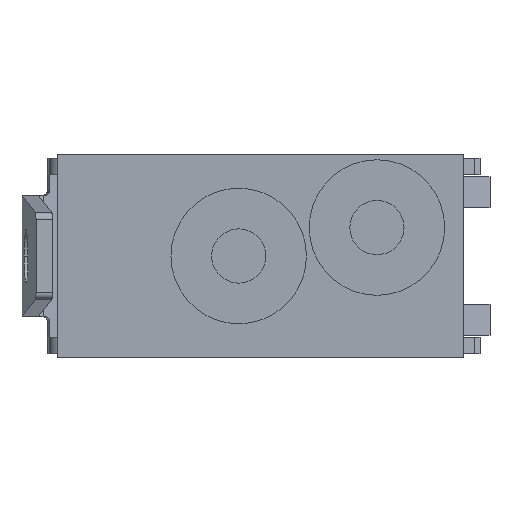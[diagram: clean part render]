
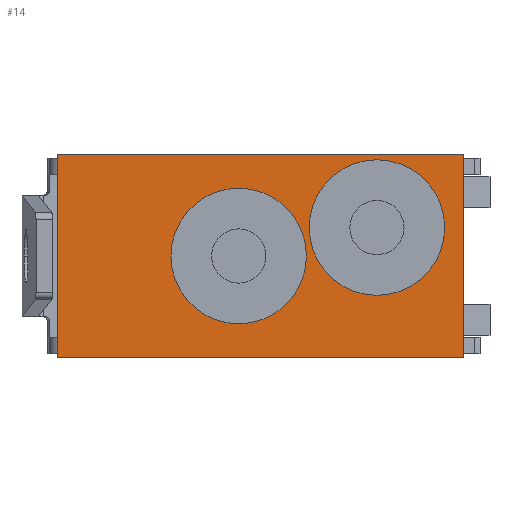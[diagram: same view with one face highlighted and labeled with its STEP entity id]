
A CAD part, front view. The second image highlights one B-rep face of the part: STEP entity #14.
In plain terms, the highlighted planar face has unit normal (0, -1, 0).
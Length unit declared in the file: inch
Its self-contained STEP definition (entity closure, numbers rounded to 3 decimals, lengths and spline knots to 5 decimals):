
#14 = ADVANCED_FACE ( 'NONE', ( #6334, #6821, #6636 ), #3870, .F. ) ;
#192 = EDGE_CURVE ( 'NONE', #6235, #484, #4204, .T. ) ;
#196 = DIRECTION ( 'NONE',  ( 0., -1., 0. ) ) ;
#323 = VECTOR ( 'NONE', #7395, 39.37008 ) ;
#394 = ORIENTED_EDGE ( 'NONE', *, *, #7562, .F. ) ;
#484 = VERTEX_POINT ( 'NONE', #5200 ) ;
#677 = EDGE_LOOP ( 'NONE', ( #4284, #7298, #3457, #7183 ) ) ;
#819 = VERTEX_POINT ( 'NONE', #3016 ) ;
#884 = CARTESIAN_POINT ( 'NONE',  ( 0.37795, -1.1811, 0.20079 ) ) ;
#931 = LINE ( 'NONE', #5277, #1041 ) ;
#1041 = VECTOR ( 'NONE', #2797, 39.37008 ) ;
#1149 = AXIS2_PLACEMENT_3D ( 'NONE', #6454, #2239, #1662 ) ;
#1334 = DIRECTION ( 'NONE',  ( -1., 0., 0. ) ) ;
#1662 = DIRECTION ( 'NONE',  ( 0., 0., -1. ) ) ;
#1679 = AXIS2_PLACEMENT_3D ( 'NONE', #3210, #5044, #3857 ) ;
#1892 = CIRCLE ( 'NONE', #1149, 0.11811 ) ;
#1992 = VERTEX_POINT ( 'NONE', #3307 ) ;
#2239 = DIRECTION ( 'NONE',  ( 0., -1., 0. ) ) ;
#2349 = EDGE_CURVE ( 'NONE', #4017, #5673, #1892, .T. ) ;
#2348 = EDGE_CURVE ( 'NONE', #4703, #1992, #931, .T. ) ;
#2368 = VERTEX_POINT ( 'NONE', #7771 ) ;
#2551 = CARTESIAN_POINT ( 'NONE',  ( -0.55118, -1.1811, 0.29528 ) ) ;
#2701 = CARTESIAN_POINT ( 'NONE',  ( -0.55118, -1.1811, 0.29528 ) ) ;
#2722 = CARTESIAN_POINT ( 'NONE',  ( 0.37795, -1.1811, -0.03543 ) ) ;
#2797 = DIRECTION ( 'NONE',  ( 1., 0., 0. ) ) ;
#3016 = CARTESIAN_POINT ( 'NONE',  ( -0.02362, -1.1811, -0.11811 ) ) ;
#3201 = EDGE_LOOP ( 'NONE', ( #394, #5915 ) ) ;
#3210 = CARTESIAN_POINT ( 'NONE',  ( -0.02362, -1.1811, 0. ) ) ;
#3307 = CARTESIAN_POINT ( 'NONE',  ( 0.62992, -1.1811, 0.29528 ) ) ;
#3457 = ORIENTED_EDGE ( 'NONE', *, *, #6250, .F. ) ;
#3481 = AXIS2_PLACEMENT_3D ( 'NONE', #3927, #6933, #5726 ) ;
#3557 = AXIS2_PLACEMENT_3D ( 'NONE', #2701, #3956, #7540 ) ;
#3833 = EDGE_LOOP ( 'NONE', ( #5306, #6960 ) ) ;
#3857 = DIRECTION ( 'NONE',  ( 0., 0., -1. ) ) ;
#3870 = PLANE ( 'NONE',  #3557 ) ;
#3927 = CARTESIAN_POINT ( 'NONE',  ( 0.37795, -1.1811, 0.08268 ) ) ;
#3956 = DIRECTION ( 'NONE',  ( 0., 1., 0. ) ) ;
#4017 = VERTEX_POINT ( 'NONE', #884 ) ;
#4204 = LINE ( 'NONE', #6971, #6874 ) ;
#4263 = LINE ( 'NONE', #6331, #5995 ) ;
#4284 = ORIENTED_EDGE ( 'NONE', *, *, #4960, .T. ) ;
#4440 = CARTESIAN_POINT ( 'NONE',  ( 0.62992, -1.1811, -0.29528 ) ) ;
#4703 = VERTEX_POINT ( 'NONE', #6796 ) ;
#4960 = EDGE_CURVE ( 'NONE', #6235, #1992, #4263, .T. ) ;
#5044 = DIRECTION ( 'NONE',  ( 0., -1., 0. ) ) ;
#5057 = DIRECTION ( 'NONE',  ( 0., 0., -1. ) ) ;
#5200 = CARTESIAN_POINT ( 'NONE',  ( -0.55118, -1.1811, -0.29528 ) ) ;
#5277 = CARTESIAN_POINT ( 'NONE',  ( 0., -1.1811, 0.29528 ) ) ;
#5306 = ORIENTED_EDGE ( 'NONE', *, *, #6817, .F. ) ;
#5673 = VERTEX_POINT ( 'NONE', #2722 ) ;
#5726 = DIRECTION ( 'NONE',  ( 0., 0., -1. ) ) ;
#5915 = ORIENTED_EDGE ( 'NONE', *, *, #2349, .F. ) ;
#5995 = VECTOR ( 'NONE', #7003, 39.37008 ) ;
#6235 = VERTEX_POINT ( 'NONE', #4440 ) ;
#6250 = EDGE_CURVE ( 'NONE', #484, #4703, #6658, .T. ) ;
#6331 = CARTESIAN_POINT ( 'NONE',  ( 0.62992, -1.1811, 0.29528 ) ) ;
#6334 = FACE_OUTER_BOUND ( 'NONE', #677, .T. ) ;
#6454 = CARTESIAN_POINT ( 'NONE',  ( 0.37795, -1.1811, 0.08268 ) ) ;
#6517 = CIRCLE ( 'NONE', #1679, 0.11811 ) ;
#6579 = AXIS2_PLACEMENT_3D ( 'NONE', #6842, #196, #5057 ) ;
#6636 = FACE_BOUND ( 'NONE', #3201, .T. ) ;
#6658 = LINE ( 'NONE', #2551, #323 ) ;
#6796 = CARTESIAN_POINT ( 'NONE',  ( -0.55118, -1.1811, 0.29528 ) ) ;
#6817 = EDGE_CURVE ( 'NONE', #819, #2368, #7568, .T. ) ;
#6821 = FACE_BOUND ( 'NONE', #3833, .T. ) ;
#6842 = CARTESIAN_POINT ( 'NONE',  ( -0.02362, -1.1811, 0. ) ) ;
#6874 = VECTOR ( 'NONE', #1334, 39.37008 ) ;
#6933 = DIRECTION ( 'NONE',  ( 0., -1., 0. ) ) ;
#6960 = ORIENTED_EDGE ( 'NONE', *, *, #7493, .F. ) ;
#6971 = CARTESIAN_POINT ( 'NONE',  ( -0.55118, -1.1811, -0.29528 ) ) ;
#7003 = DIRECTION ( 'NONE',  ( 0., 0., 1. ) ) ;
#7183 = ORIENTED_EDGE ( 'NONE', *, *, #192, .F. ) ;
#7298 = ORIENTED_EDGE ( 'NONE', *, *, #2348, .F. ) ;
#7395 = DIRECTION ( 'NONE',  ( 0., 0., 1. ) ) ;
#7493 = EDGE_CURVE ( 'NONE', #2368, #819, #6517, .T. ) ;
#7540 = DIRECTION ( 'NONE',  ( 0., 0., 1. ) ) ;
#7562 = EDGE_CURVE ( 'NONE', #5673, #4017, #7729, .T. ) ;
#7568 = CIRCLE ( 'NONE', #6579, 0.11811 ) ;
#7729 = CIRCLE ( 'NONE', #3481, 0.11811 ) ;
#7771 = CARTESIAN_POINT ( 'NONE',  ( -0.02362, -1.1811, 0.11811 ) ) ;
